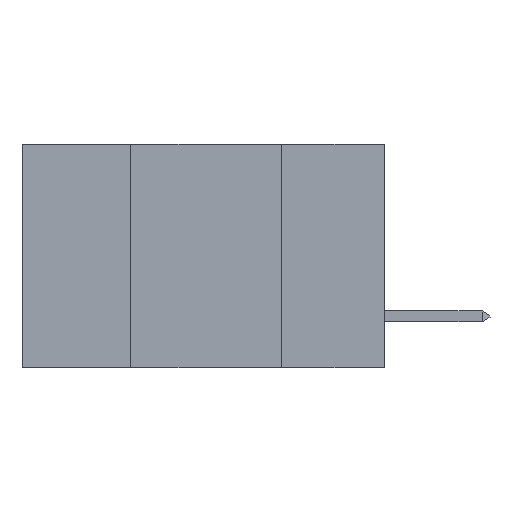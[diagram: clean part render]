
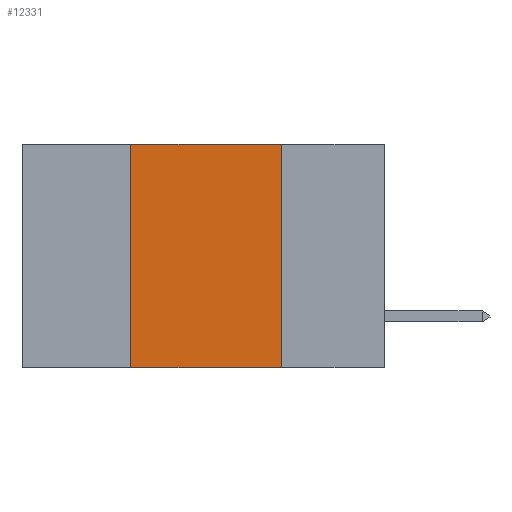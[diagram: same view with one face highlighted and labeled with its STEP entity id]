
A CAD part, left-side view. The second image highlights one B-rep face of the part: STEP entity #12331.
In plain terms, the highlighted planar face has unit normal (-1, 0, 0).
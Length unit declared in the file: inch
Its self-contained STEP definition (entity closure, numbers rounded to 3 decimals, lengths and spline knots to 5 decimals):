
#310 = CARTESIAN_POINT ( 'NONE',  ( 0., 0.6, 0. ) ) ;
#479 = ORIENTED_EDGE ( 'NONE', *, *, #10999, .F. ) ;
#485 = VECTOR ( 'NONE', #2000, 39.37008 ) ;
#671 = EDGE_LOOP ( 'NONE', ( #479, #14006, #907, #8151 ) ) ;
#884 = CARTESIAN_POINT ( 'NONE',  ( 0., 0.42, 0. ) ) ;
#907 = ORIENTED_EDGE ( 'NONE', *, *, #8726, .F. ) ;
#916 = LINE ( 'NONE', #9700, #485 ) ;
#972 = CARTESIAN_POINT ( 'NONE',  ( 0., 0.17, 0. ) ) ;
#2000 = DIRECTION ( 'NONE',  ( 0., -1., 0. ) ) ;
#2962 = PLANE ( 'NONE',  #6982 ) ;
#3628 = VERTEX_POINT ( 'NONE', #6794 ) ;
#3656 = FACE_OUTER_BOUND ( 'NONE', #671, .T. ) ;
#3820 = DIRECTION ( 'NONE',  ( 0., 0., -1. ) ) ;
#4103 = VERTEX_POINT ( 'NONE', #11723 ) ;
#4119 = LINE ( 'NONE', #15525, #10551 ) ;
#4295 = LINE ( 'NONE', #7475, #14019 ) ;
#4427 = VERTEX_POINT ( 'NONE', #972 ) ;
#4504 = VECTOR ( 'NONE', #3820, 39.37008 ) ;
#5545 = DIRECTION ( 'NONE',  ( 1., 0., 0. ) ) ;
#5636 = VERTEX_POINT ( 'NONE', #884 ) ;
#6794 = CARTESIAN_POINT ( 'NONE',  ( 0., 0.17, -0.37 ) ) ;
#6982 = AXIS2_PLACEMENT_3D ( 'NONE', #310, #5545, #14370 ) ;
#7475 = CARTESIAN_POINT ( 'NONE',  ( 0., 0.42, 0. ) ) ;
#7964 = LINE ( 'NONE', #13922, #4504 ) ;
#8084 = DIRECTION ( 'NONE',  ( 0., -1., 0. ) ) ;
#8151 = ORIENTED_EDGE ( 'NONE', *, *, #11265, .T. ) ;
#8726 = EDGE_CURVE ( 'NONE', #4103, #5636, #4295, .T. ) ;
#9700 = CARTESIAN_POINT ( 'NONE',  ( 0., 0.6, -0.37 ) ) ;
#10210 = EDGE_CURVE ( 'NONE', #5636, #4427, #4119, .T. ) ;
#10551 = VECTOR ( 'NONE', #8084, 39.37008 ) ;
#10999 = EDGE_CURVE ( 'NONE', #4427, #3628, #7964, .T. ) ;
#11265 = EDGE_CURVE ( 'NONE', #4103, #3628, #916, .T. ) ;
#11723 = CARTESIAN_POINT ( 'NONE',  ( 0., 0.42, -0.37 ) ) ;
#12331 = ADVANCED_FACE ( 'NONE', ( #3656 ), #2962, .F. ) ;
#12515 = DIRECTION ( 'NONE',  ( 0., 0., 1. ) ) ;
#13922 = CARTESIAN_POINT ( 'NONE',  ( 0., 0.17, 0. ) ) ;
#14006 = ORIENTED_EDGE ( 'NONE', *, *, #10210, .F. ) ;
#14019 = VECTOR ( 'NONE', #12515, 39.37008 ) ;
#14370 = DIRECTION ( 'NONE',  ( 0., 0., -1. ) ) ;
#15525 = CARTESIAN_POINT ( 'NONE',  ( 0., 0.6, 0. ) ) ;
